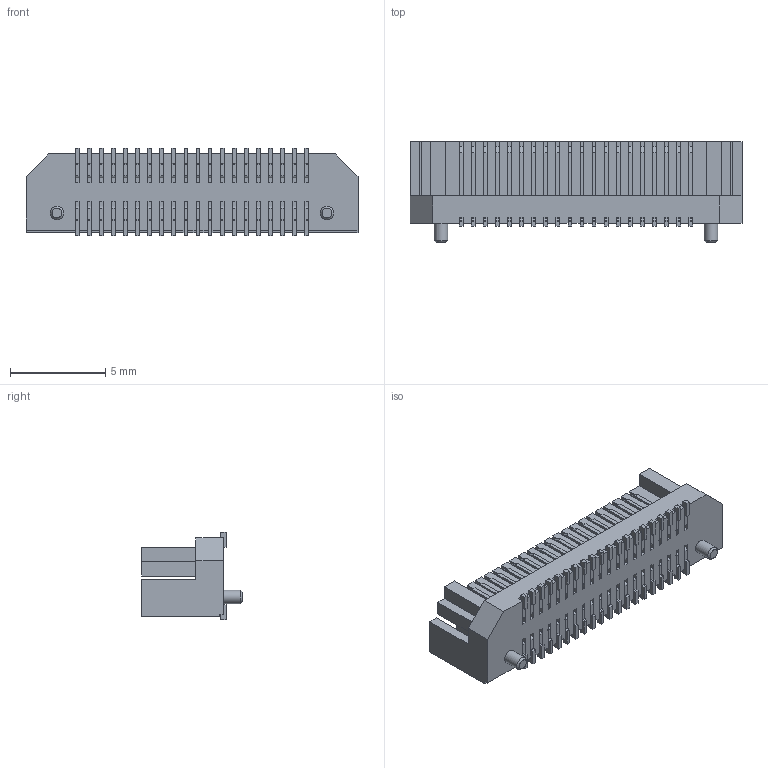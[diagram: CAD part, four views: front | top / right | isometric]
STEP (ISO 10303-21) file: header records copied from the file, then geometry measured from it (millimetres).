
FILE_DESCRIPTION(/* description */ (''),/* implementation_level */ '2;1');
FILE_NAME(/* name */ 'LSS-120-01-L-DV-A.step',/* time_stamp */ '2022-01-02T14:13:46+01:00',/* author */ (''),/* organization */ (''),/* preprocessor_version */ 'ST-DEVELOPER v18.1',/* originating_system */ 'Autodesk Translation Framework v10.10.0.1391',/* authorisation */ '');
FILE_SCHEMA (('AUTOMOTIVE_DESIGN { 1 0 10303 214 3 1 1 }'));
Length unit declared in the file: millimetre
Products named in the file (2): LSS-120-01-L-DV-A; _LSS-20-01-A-_socket
Assembly tree (1 placements, depth 2):
  LSS-120-01-L-DV-A
    _LSS-20-01-A-_socket
Bounding box: 17.45 x 5.3 x 4.6 mm (x, y, z)
Volume: 207.9 mm3; surface area: 942.9 mm2
Topology: 2 solids, 2 shells, 1321 faces, 3942 edges, 2548 vertices
Faces by surface type: plane 1117, cylinder 202, cone 2
Full cylindrical faces by diameter (mm): 0.71 x2
Entity records: 43750 total; most frequent: ORIENTED_EDGE 7884, CARTESIAN_POINT 7814, DIRECTION 6998, EDGE_CURVE 3942, LINE 3534, VECTOR 3534, VERTEX_POINT 2548, AXIS2_PLACEMENT_3D 1732
